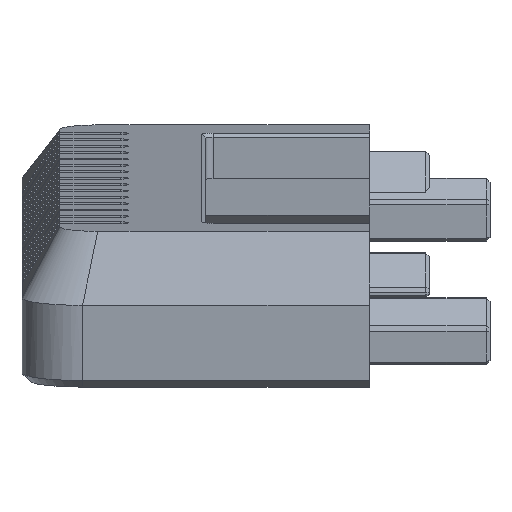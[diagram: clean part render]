
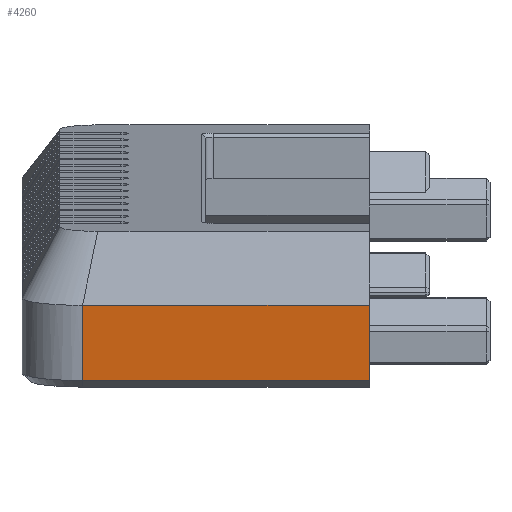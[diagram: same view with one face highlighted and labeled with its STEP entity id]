
A CAD part, front view. The second image highlights one B-rep face of the part: STEP entity #4260.
In plain terms, the highlighted planar face has unit normal (0, -0.993, -0.122).
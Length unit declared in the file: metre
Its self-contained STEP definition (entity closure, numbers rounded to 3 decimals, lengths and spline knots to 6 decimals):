
#928=ORIENTED_EDGE('',*,*,#1767,.T.);
#929=ORIENTED_EDGE('',*,*,#1766,.F.);
#930=ORIENTED_EDGE('',*,*,#1794,.F.);
#931=ORIENTED_EDGE('',*,*,#1782,.T.);
#932=ORIENTED_EDGE('',*,*,#1781,.F.);
#933=ORIENTED_EDGE('',*,*,#1477,.F.);
#1477=EDGE_CURVE('',#2019,#2087,#2473,.T.);
#1766=EDGE_CURVE('',#2262,#2263,#2705,.T.);
#1767=EDGE_CURVE('',#2019,#2263,#2706,.T.);
#1781=EDGE_CURVE('',#2087,#2274,#2718,.T.);
#1782=EDGE_CURVE('',#2275,#2274,#2719,.T.);
#1794=EDGE_CURVE('',#2275,#2262,#2731,.T.);
#2019=VERTEX_POINT('',#5871);
#2087=VERTEX_POINT('',#6024);
#2262=VERTEX_POINT('',#6727);
#2263=VERTEX_POINT('',#6729);
#2274=VERTEX_POINT('',#6758);
#2275=VERTEX_POINT('',#6760);
#2473=LINE('',#6023,#3004);
#2705=LINE('',#6728,#3236);
#2706=LINE('',#6730,#3237);
#2718=LINE('',#6757,#3249);
#2719=LINE('',#6759,#3250);
#2731=LINE('',#6783,#3262);
#3004=VECTOR('',#4814,1.);
#3236=VECTOR('',#5390,1.);
#3237=VECTOR('',#5391,1.);
#3249=VECTOR('',#5413,1.);
#3250=VECTOR('',#5414,1.);
#3262=VECTOR('',#5436,1.);
#3606=EDGE_LOOP('',(#928,#929,#930,#931,#932,#933));
#3844=FACE_BOUND('',#3606,.T.);
#4036=PLANE('',#4578);
#4260=ADVANCED_FACE('',(#3844),#4036,.F.);
#4578=AXIS2_PLACEMENT_3D('',#6782,#5434,#5435);
#4814=DIRECTION('',(0.,-0.122,0.993));
#5390=DIRECTION('',(-1.,0.,0.));
#5391=DIRECTION('',(1.,0.,0.));
#5413=DIRECTION('',(1.,0.,0.));
#5414=DIRECTION('',(-1.,0.,0.));
#5434=DIRECTION('',(0.,0.993,0.122));
#5435=DIRECTION('',(0.,-0.122,0.993));
#5436=DIRECTION('',(0.,0.122,-0.993));
#5871=CARTESIAN_POINT('',(-0.19085,-0.073292,0.000993));
#6023=CARTESIAN_POINT('',(-0.19085,-0.027612,-0.37104));
#6024=CARTESIAN_POINT('',(-0.19085,-0.074511,0.010918));
#6727=CARTESIAN_POINT('',(-0.15295,-0.073292,0.000993));
#6728=CARTESIAN_POINT('',(-0.15295,-0.073292,0.000993));
#6729=CARTESIAN_POINT('',(-0.1746,-0.073292,0.000993));
#6730=CARTESIAN_POINT('',(0.14795,-0.073292,0.000993));
#6757=CARTESIAN_POINT('',(-0.19085,-0.074511,0.010918));
#6758=CARTESIAN_POINT('',(-0.1746,-0.074511,0.010918));
#6759=CARTESIAN_POINT('',(-0.15295,-0.074511,0.010918));
#6760=CARTESIAN_POINT('',(-0.15295,-0.074511,0.010918));
#6782=CARTESIAN_POINT('',(-0.19085,-0.027612,-0.37104));
#6783=CARTESIAN_POINT('',(-0.15295,-0.027612,-0.37104));
